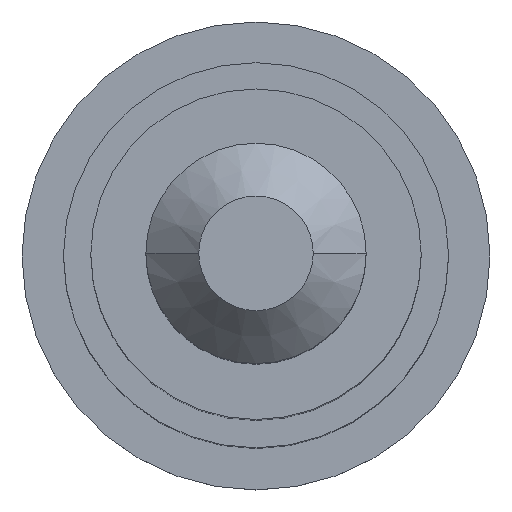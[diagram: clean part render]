
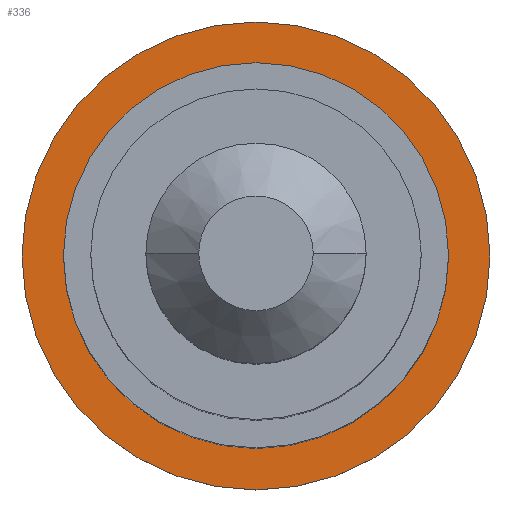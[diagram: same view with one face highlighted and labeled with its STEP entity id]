
A CAD part, top view. The second image highlights one B-rep face of the part: STEP entity #336.
In plain terms, the highlighted planar face has unit normal (0, 0, 1).
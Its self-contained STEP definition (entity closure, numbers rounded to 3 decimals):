
#272=CARTESIAN_POINT('POINT17',(-0.219,0.,-1.14));
#273=VERTEX_POINT('VERTEX17',#272);
#280=CARTESIAN_POINT('POINT18',(0.219,0.,
   -1.14));
#281=VERTEX_POINT('VERTEX18',#280);
#282=CARTESIAN_POINT('POS28',(0.,0.,-1.14));
#283=DIRECTION('DIR44',(0.,0.,-1.));
#284=DIRECTION('DIR45',(1.,0.,0.));
#285=AXIS2_PLACEMENT_3D('AXIS17',#282,#283,#284);
#286=CIRCLE('ELLIPSE9',#285,0.219);
#287=EDGE_CURVE('EDGE28',#281,#273,#286,.T.);
#307=EDGE_CURVE('EDGE30',#273,#281,#286,.T.);
#312=ORIENTED_EDGE('COEDGE59',*,*,#307,.T.);
#313=ORIENTED_EDGE('COEDGE60',*,*,#287,.T.);
#314=EDGE_LOOP('NONE',(#312,#313));
#315=FACE_BOUND('LOOP1',#314,.T.);
#316=CARTESIAN_POINT('POINT19',(0.266,0.,-1.14));
#317=VERTEX_POINT('VERTEX19',#316);
#318=CARTESIAN_POINT('POINT20',(-0.266,0.,
   -1.14));
#319=VERTEX_POINT('VERTEX20',#318);
#320=CARTESIAN_POINT('POS31',(0.,0.,-1.14));
#321=DIRECTION('DIR49',(0.,0.,1.));
#322=DIRECTION('DIR50',(1.,0.,0.));
#323=AXIS2_PLACEMENT_3D('AXIS19',#320,#321,#322);
#324=CIRCLE('ELLIPSE10',#323,0.266);
#325=EDGE_CURVE('EDGE31',#317,#319,#324,.T.);
#326=ORIENTED_EDGE('COEDGE61',*,*,#325,.T.);
#327=EDGE_CURVE('EDGE32',#319,#317,#324,.T.);
#328=ORIENTED_EDGE('COEDGE62',*,*,#327,.T.);
#329=EDGE_LOOP('NONE',(#326,#328));
#330=FACE_BOUND('LOOP1',#329,.T.);
#331=CARTESIAN_POINT('POS32',(0.,0.,-1.14));
#332=DIRECTION('DIR51',(0.,0.,1.));
#333=DIRECTION('DIR52',(1.,0.,0.));
#334=AXIS2_PLACEMENT_3D('AXIS20',#331,#332,#333);
#335=PLANE('PLANE4',#334);
#336=ADVANCED_FACE('FACE16',(#315,#330),#335,.T.);
